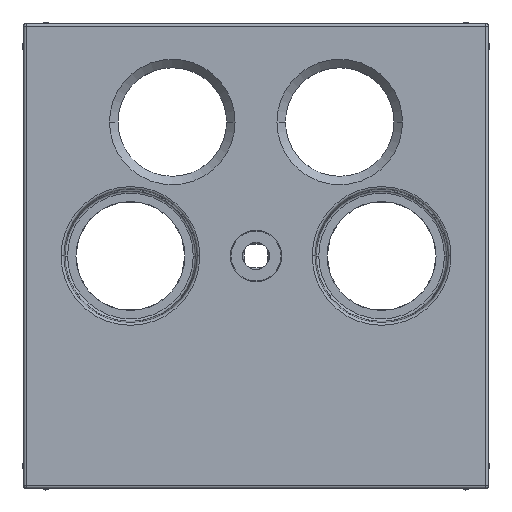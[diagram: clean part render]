
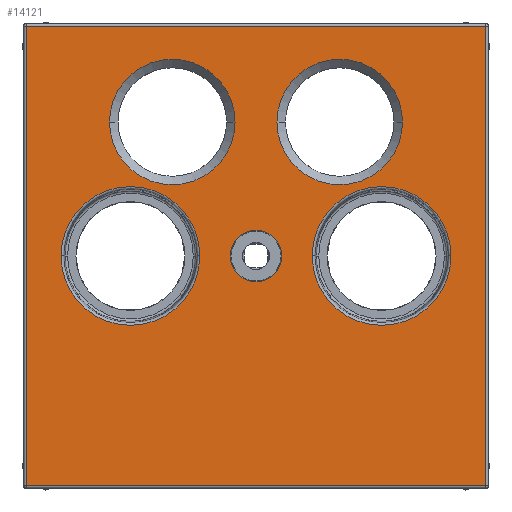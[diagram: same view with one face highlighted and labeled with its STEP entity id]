
A CAD part, top view. The second image highlights one B-rep face of the part: STEP entity #14121.
In plain terms, the highlighted face is planar.
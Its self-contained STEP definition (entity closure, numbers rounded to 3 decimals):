
#3656=DIRECTION('',(1.,0.,0.));
#3657=VECTOR('',#3656,54.881);
#3658=CARTESIAN_POINT('',(-27.44,10.,27.44));
#3659=LINE('4188',#3658,#3657);
#3660=DIRECTION('',(0.,0.,1.));
#3661=VECTOR('',#3660,54.881);
#3662=CARTESIAN_POINT('',(-27.44,10.,-27.44));
#3663=LINE('4192',#3662,#3661);
#3664=DIRECTION('',(-1.,0.,0.));
#3665=VECTOR('',#3664,54.881);
#3666=CARTESIAN_POINT('',(27.44,10.,-27.44));
#3667=LINE('4198',#3666,#3665);
#3668=DIRECTION('',(0.,0.,-1.));
#3669=VECTOR('',#3668,54.881);
#3670=CARTESIAN_POINT('',(27.44,10.,27.44));
#3671=LINE('4203',#3670,#3669);
#3672=CARTESIAN_POINT('',(0.,10.,0.));
#3673=DIRECTION('',(0.,1.,0.));
#3674=DIRECTION('',(1.,0.,0.));
#3675=AXIS2_PLACEMENT_3D('',#3672,#3673,#3674);
#3677=CARTESIAN_POINT('',(0.,10.,0.));
#3678=DIRECTION('',(0.,1.,0.));
#3679=DIRECTION('',(-1.,0.,0.));
#3680=AXIS2_PLACEMENT_3D('',#3677,#3678,#3679);
#3682=CARTESIAN_POINT('',(-15.,10.,0.));
#3683=DIRECTION('',(0.,-1.,0.));
#3684=DIRECTION('',(1.,0.,0.));
#3685=AXIS2_PLACEMENT_3D('',#3682,#3683,#3684);
#3687=CARTESIAN_POINT('',(-15.,10.,0.));
#3688=DIRECTION('',(0.,-1.,0.));
#3689=DIRECTION('',(-1.,0.,0.));
#3690=AXIS2_PLACEMENT_3D('',#3687,#3688,#3689);
#3692=CARTESIAN_POINT('',(15.,10.,0.));
#3693=DIRECTION('',(0.,-1.,0.));
#3694=DIRECTION('',(1.,0.,0.));
#3695=AXIS2_PLACEMENT_3D('',#3692,#3693,#3694);
#3697=CARTESIAN_POINT('',(15.,10.,0.));
#3698=DIRECTION('',(0.,-1.,0.));
#3699=DIRECTION('',(-1.,0.,0.));
#3700=AXIS2_PLACEMENT_3D('',#3697,#3698,#3699);
#3702=CARTESIAN_POINT('',(-10.,10.,-16.));
#3703=DIRECTION('',(0.,-1.,0.));
#3704=DIRECTION('',(1.,0.,0.));
#3705=AXIS2_PLACEMENT_3D('',#3702,#3703,#3704);
#3707=CARTESIAN_POINT('',(-10.,10.,-16.));
#3708=DIRECTION('',(0.,-1.,0.));
#3709=DIRECTION('',(-1.,0.,0.));
#3710=AXIS2_PLACEMENT_3D('',#3707,#3708,#3709);
#3712=CARTESIAN_POINT('',(10.,10.,-16.));
#3713=DIRECTION('',(0.,-1.,0.));
#3714=DIRECTION('',(1.,0.,0.));
#3715=AXIS2_PLACEMENT_3D('',#3712,#3713,#3714);
#3717=CARTESIAN_POINT('',(10.,10.,-16.));
#3718=DIRECTION('',(0.,-1.,0.));
#3719=DIRECTION('',(-1.,0.,0.));
#3720=AXIS2_PLACEMENT_3D('',#3717,#3718,#3719);
#8387=CARTESIAN_POINT('',(-27.44,10.,27.44));
#8388=CARTESIAN_POINT('',(27.44,10.,27.44));
#8389=VERTEX_POINT('',#8387);
#8390=VERTEX_POINT('',#8388);
#8397=CARTESIAN_POINT('',(-27.44,10.,-27.44));
#8398=VERTEX_POINT('',#8397);
#8409=CARTESIAN_POINT('',(27.44,10.,-27.44));
#8410=VERTEX_POINT('',#8409);
#8876=CARTESIAN_POINT('',(-6.715,10.,0.));
#8877=CARTESIAN_POINT('',(-23.285,10.,0.));
#8878=VERTEX_POINT('',#8876);
#8879=VERTEX_POINT('',#8877);
#8884=CARTESIAN_POINT('',(23.285,10.,0.));
#8885=CARTESIAN_POINT('',(6.715,10.,0.));
#8886=VERTEX_POINT('',#8884);
#8887=VERTEX_POINT('',#8885);
#9910=CARTESIAN_POINT('',(3.075,10.,0.));
#9911=CARTESIAN_POINT('',(-3.075,10.,0.));
#9912=VERTEX_POINT('',#9910);
#9913=VERTEX_POINT('',#9911);
#10058=CARTESIAN_POINT('',(-2.5,10.,-16.));
#10059=CARTESIAN_POINT('',(-17.5,10.,-16.));
#10060=VERTEX_POINT('',#10058);
#10061=VERTEX_POINT('',#10059);
#10066=CARTESIAN_POINT('',(17.5,10.,-16.));
#10067=CARTESIAN_POINT('',(2.5,10.,-16.));
#10068=VERTEX_POINT('',#10066);
#10069=VERTEX_POINT('',#10067);
#14078=CARTESIAN_POINT('',(0.,10.,0.));
#14079=DIRECTION('',(0.,1.,0.));
#14080=DIRECTION('',(0.,0.,-1.));
#14081=AXIS2_PLACEMENT_3D('',#14078,#14079,#14080);
#14082=PLANE('3206',#14081);
#14083=ORIENTED_EDGE('4188',*,*,#14022,.F.);
#14084=ORIENTED_EDGE('4192',*,*,#14061,.F.);
#14086=ORIENTED_EDGE('4198',*,*,#14085,.F.);
#14088=ORIENTED_EDGE('4203',*,*,#14087,.F.);
#14089=EDGE_LOOP('3206',(#14083,#14084,#14086,#14088));
#14090=FACE_OUTER_BOUND('3206',#14089,.F.);
#14092=ORIENTED_EDGE('7475',*,*,#14091,.T.);
#14094=ORIENTED_EDGE('7476',*,*,#14093,.T.);
#14095=EDGE_LOOP('3206',(#14092,#14094));
#14096=FACE_BOUND('3206',#14095,.F.);
#14098=ORIENTED_EDGE('5807',*,*,#14097,.F.);
#14100=ORIENTED_EDGE('5809',*,*,#14099,.F.);
#14101=EDGE_LOOP('3206',(#14098,#14100));
#14102=FACE_BOUND('3206',#14101,.F.);
#14104=ORIENTED_EDGE('5811',*,*,#14103,.F.);
#14106=ORIENTED_EDGE('5813',*,*,#14105,.F.);
#14107=EDGE_LOOP('3206',(#14104,#14106));
#14108=FACE_BOUND('3206',#14107,.F.);
#14110=ORIENTED_EDGE('9082',*,*,#14109,.F.);
#14112=ORIENTED_EDGE('9084',*,*,#14111,.F.);
#14113=EDGE_LOOP('3206',(#14110,#14112));
#14114=FACE_BOUND('3206',#14113,.F.);
#14116=ORIENTED_EDGE('9086',*,*,#14115,.F.);
#14118=ORIENTED_EDGE('9088',*,*,#14117,.F.);
#14119=EDGE_LOOP('3206',(#14116,#14118));
#14120=FACE_BOUND('3206',#14119,.F.);
#14121=ADVANCED_FACE('3206',(#14090,#14096,#14102,#14108,#14114,#14120),#14082,
.T.);
#3676=CIRCLE('7475',#3675,3.075);
#3681=CIRCLE('7476',#3680,3.075);
#3686=CIRCLE('5807',#3685,8.285);
#3691=CIRCLE('5809',#3690,8.285);
#3696=CIRCLE('5811',#3695,8.285);
#3701=CIRCLE('5813',#3700,8.285);
#3706=CIRCLE('9082',#3705,7.5);
#3711=CIRCLE('9084',#3710,7.5);
#3716=CIRCLE('9086',#3715,7.5);
#3721=CIRCLE('9088',#3720,7.5);
#14022=EDGE_CURVE('4188',#8389,#8390,#3659,.T.);
#14061=EDGE_CURVE('4192',#8398,#8389,#3663,.T.);
#14085=EDGE_CURVE('4198',#8410,#8398,#3667,.T.);
#14087=EDGE_CURVE('4203',#8390,#8410,#3671,.T.);
#14091=EDGE_CURVE('7475',#9912,#9913,#3676,.T.);
#14093=EDGE_CURVE('7476',#9913,#9912,#3681,.T.);
#14097=EDGE_CURVE('5807',#8878,#8879,#3686,.T.);
#14099=EDGE_CURVE('5809',#8879,#8878,#3691,.T.);
#14103=EDGE_CURVE('5811',#8886,#8887,#3696,.T.);
#14105=EDGE_CURVE('5813',#8887,#8886,#3701,.T.);
#14109=EDGE_CURVE('9082',#10060,#10061,#3706,.T.);
#14111=EDGE_CURVE('9084',#10061,#10060,#3711,.T.);
#14115=EDGE_CURVE('9086',#10068,#10069,#3716,.T.);
#14117=EDGE_CURVE('9088',#10069,#10068,#3721,.T.);
